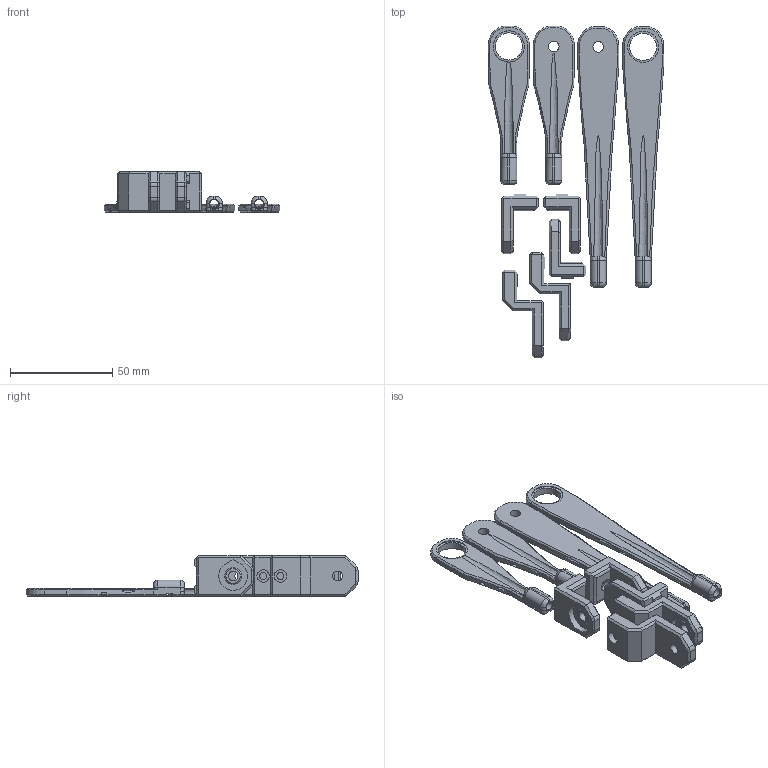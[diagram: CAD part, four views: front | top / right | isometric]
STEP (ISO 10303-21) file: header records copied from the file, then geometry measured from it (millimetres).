
FILE_DESCRIPTION(/* description */ (''),/* implementation_level */ '2;1');
FILE_NAME(/* name */ 'Bowden_Guide V2.step',/* time_stamp */ '2024-08-23T23:28:27+10:00',/* author */ (''),/* organization */ (''),/* preprocessor_version */ 'ST-DEVELOPER v20',/* originating_system */ 'Autodesk Translation Framework v13.14.0.145',/* authorisation */ '');
FILE_SCHEMA (('AUTOMOTIVE_DESIGN { 1 0 10303 214 3 1 1 }'));
Length unit declared in the file: millimetre
Products named in the file (11): Bowden_Guide V2; Long_Arm; Short_Arm v1; Mount v1; Mount; Mount_Bearing; Long Arm Bearing; Short_Arm_Bearing; Low_Mount_Bearing; Under_extrusion_mount_bearing; Under_extrusion_mount
Assembly tree (10 placements, depth 3):
  Bowden_Guide V2
    Long_Arm
    Short_Arm v1
      Mount v1
    Mount
    Mount_Bearing
    Long Arm Bearing
    Short_Arm_Bearing
    Low_Mount_Bearing
    Under_extrusion_mount_bearing
    Under_extrusion_mount
Bounding box: 85.76 x 162.39 x 20 mm (x, y, z)
Volume: 42627.4 mm3; surface area: 29706.2 mm2
Topology: 9 solids, 9 shells, 569 faces, 1473 edges, 896 vertices
Faces by surface type: plane 367, cylinder 91, bspline 56, cone 55
Full cylindrical faces by diameter (mm): 1.2 x8, 3.4 x5, 4.4 x4, 4.65 x3, 4.85 x2, 5.2 x2, 6 x5, 13.3 x2, 15.3 x2
Entity records: 22624 total; most frequent: CARTESIAN_POINT 8877, ORIENTED_EDGE 2946, DIRECTION 2566, EDGE_CURVE 1473, LINE 990, VECTOR 990, VERTEX_POINT 896, AXIS2_PLACEMENT_3D 788
